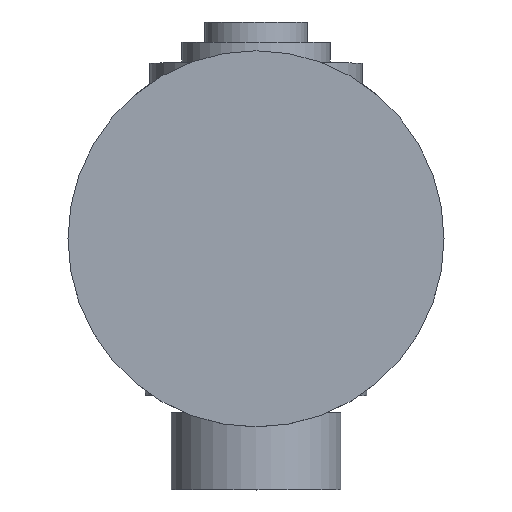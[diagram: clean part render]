
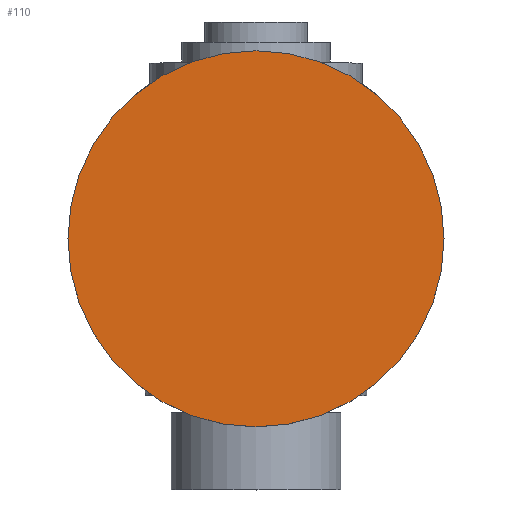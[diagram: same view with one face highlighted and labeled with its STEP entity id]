
A CAD part, top view. The second image highlights one B-rep face of the part: STEP entity #110.
In plain terms, the highlighted planar face has unit normal (0, 0, 1).
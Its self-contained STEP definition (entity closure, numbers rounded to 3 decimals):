
#110=ADVANCED_FACE('',(#203),#204,.T.);
#203=FACE_OUTER_BOUND('',#315,.T.);
#204=PLANE('',#316);
#315=EDGE_LOOP('',(#622));
#316=AXIS2_PLACEMENT_3D('',#623,#624,#625);
#622=ORIENTED_EDGE('',*,*,#701,.F.);
#623=CARTESIAN_POINT('',(31.5,0.,0.));
#624=DIRECTION('',(0.,0.,1.0));
#625=DIRECTION('',(0.,-1.0,0.));
#701=EDGE_CURVE('',#810,#810,#811,.T.);
#810=VERTEX_POINT('',#980);
#811=CIRCLE('',#981,39.0);
#980=CARTESIAN_POINT('',(-39.0,0.,0.));
#981=AXIS2_PLACEMENT_3D('',#1265,#1266,#1267);
#1265=CARTESIAN_POINT('',(0.0,0.,0.0));
#1266=DIRECTION('',(0.,0.,-1.0));
#1267=DIRECTION('',(1.0,0.,0.));
